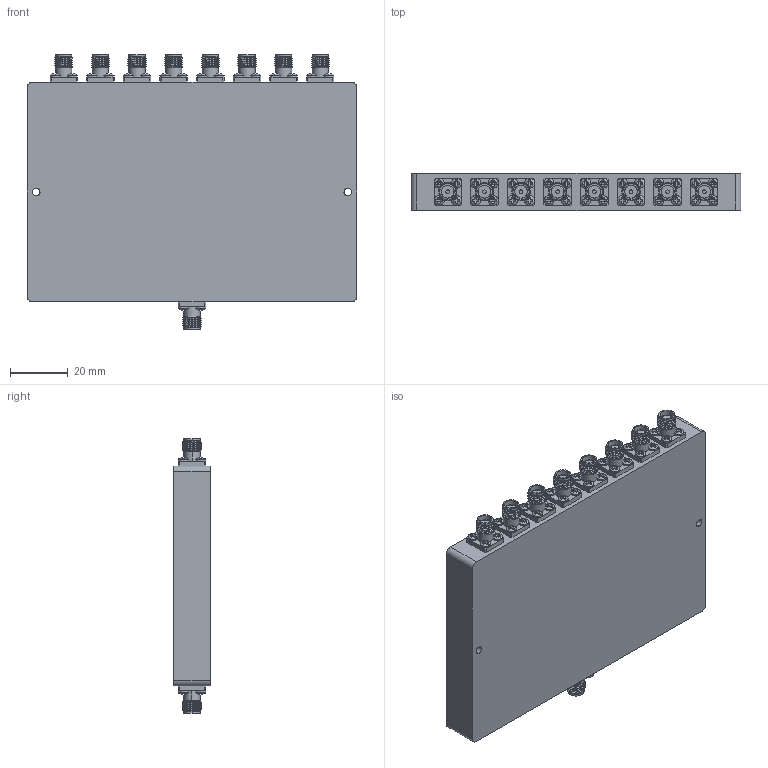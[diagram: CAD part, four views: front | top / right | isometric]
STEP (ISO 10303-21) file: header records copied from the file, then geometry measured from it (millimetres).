
FILE_DESCRIPTION (( 'STEP AP214' ), '1' );
FILE_NAME ('FMDV1212_3D.step', '2023-04-01T06:16:59', ( '' ), ( '' ), 'SwSTEP 2.0', 'SolidWorks 2022', '' );
FILE_SCHEMA (( 'AUTOMOTIVE_DESIGN' ));
Length unit declared in the file: millimetre
Products named in the file (4): Copy of SCR,M2X4,PH,XREC^FMDV1212; Copy of PE20DV1212_SMA FEM CONN METRIC 4-HOLE 9.5mm SQ FLANGE^FMDV1212; Copy of POWER DIVIDER ENCLOSURE^FMDV1212; FMDV1212_3D
Assembly tree (46 placements, depth 2):
  FMDV1212_3D
    Copy of POWER DIVIDER ENCLOSURE^FMDV1212
    Copy of PE20DV1212_SMA FEM CONN METRIC 4-HOLE 9.5mm SQ FLANGE^FMDV1212  x9
    Copy of SCR,M2X4,PH,XREC^FMDV1212  x36
Bounding box: 114.3 x 12.7 x 95.25 mm (x, y, z)
Volume: 113710.5 mm3; surface area: 29020.8 mm2
Topology: 46 solids, 46 shells, 1427 faces, 3690 edges, 2427 vertices
Faces by surface type: plane 672, cylinder 566, cone 90, sphere 72, bspline 27
Entity records: 4519 total; most frequent: CARTESIAN_POINT 1778, DIRECTION 559, ORIENTED_EDGE 488, EDGE_CURVE 244, AXIS2_PLACEMENT_3D 227, VERTEX_POINT 159, EDGE_LOOP 115, LINE 105
